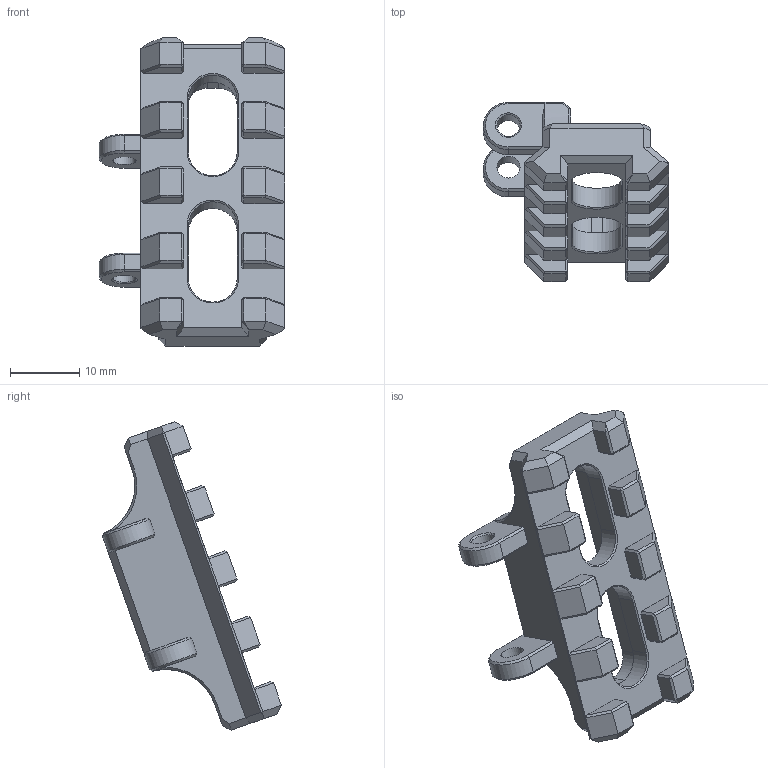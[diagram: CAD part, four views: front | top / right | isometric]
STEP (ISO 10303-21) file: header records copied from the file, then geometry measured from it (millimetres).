
FILE_DESCRIPTION(/* description */ (''),/* implementation_level */ '2;1');
FILE_NAME(/* name */ 'Pivot Picatinny (anodisation 0.07mm).step',/* time_stamp */ '2023-06-06T15:37:46+02:00',/* author */ (''),/* organization */ (''),/* preprocessor_version */ 'ST-DEVELOPER v19.2',/* originating_system */ 'Autodesk Translation Framework v12.6.0.85',/* authorisation */ '');
FILE_SCHEMA (('AUTOMOTIVE_DESIGN { 1 0 10303 214 3 1 1 }'));
Length unit declared in the file: millimetre
Products named in the file (3): accessoires sur rail v5; v5 sur rotule; Picatinny
Assembly tree (2 placements, depth 3):
  accessoires sur rail v5
    v5 sur rotule
      Picatinny
Bounding box: 26.78 x 25.82 x 44.51 mm (x, y, z)
Volume: 4772.2 mm3; surface area: 3585.2 mm2
Topology: 1 solids, 1 shells, 238 faces, 588 edges, 348 vertices
Faces by surface type: plane 204, cone 18, cylinder 14, bspline 2
Full cylindrical faces by diameter (mm): 3.34 x2
Entity records: 6887 total; most frequent: CARTESIAN_POINT 1269, ORIENTED_EDGE 1168, DIRECTION 1092, EDGE_CURVE 584, LINE 514, VECTOR 514, VERTEX_POINT 346, AXIS2_PLACEMENT_3D 289
